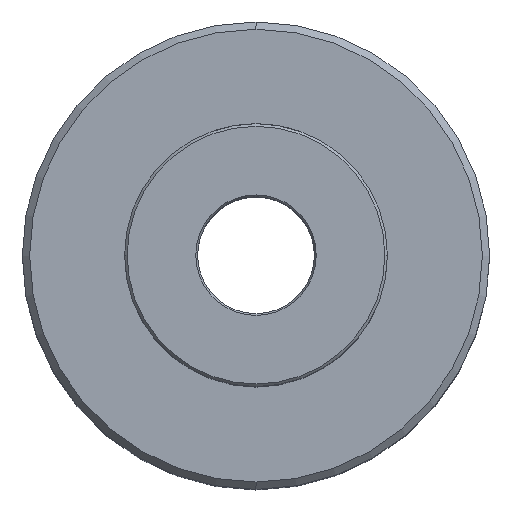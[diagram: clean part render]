
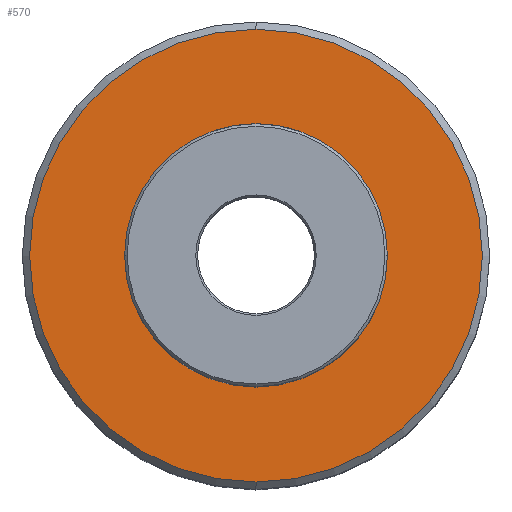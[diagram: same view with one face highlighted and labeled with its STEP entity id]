
A CAD part, top view. The second image highlights one B-rep face of the part: STEP entity #570.
In plain terms, the highlighted planar face has unit normal (0, 0, 1).
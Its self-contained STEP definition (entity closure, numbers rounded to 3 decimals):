
#350=VERTEX_POINT('NONE',#915);
#368=EDGE_CURVE('NONE',#790,#664,#934,.T.);
#410=EDGE_CURVE('NONE',#664,#790,#981,.T.);
#570=ADVANCED_FACE('NONE',(#1156,#1157),#1158,.T.);
#664=VERTEX_POINT('NONE',#1270);
#742=EDGE_CURVE('NONE',#350,#826,#1359,.T.);
#790=VERTEX_POINT('NONE',#1410);
#814=EDGE_CURVE('NONE',#826,#350,#1436,.T.);
#826=VERTEX_POINT('NONE',#1450);
#915=CARTESIAN_POINT('',(-17.8,0.,0.0));
#934=CIRCLE('',#1607,31.0);
#981=CIRCLE('',#1714,31.0);
#1156=FACE_OUTER_BOUND('',#1992,.T.);
#1157=FACE_BOUND('',#1993,.T.);
#1158=PLANE('',#1994);
#1270=CARTESIAN_POINT('',(0.0,-31.0,0.0));
#1359=CIRCLE('',#2287,17.8);
#1410=CARTESIAN_POINT('',(0.,31.0,0.0));
#1436=CIRCLE('',#2405,17.8);
#1450=CARTESIAN_POINT('',(17.8,0.,0.0));
#1607=AXIS2_PLACEMENT_3D('',#2510,#2511,#2512);
#1714=AXIS2_PLACEMENT_3D('',#2572,#2573,#2574);
#1992=EDGE_LOOP('',(#2770,#2771));
#1993=EDGE_LOOP('',(#2772,#2773));
#1994=AXIS2_PLACEMENT_3D('',#2774,#2775,#2776);
#2287=AXIS2_PLACEMENT_3D('',#3077,#3078,#3079);
#2405=AXIS2_PLACEMENT_3D('',#3149,#3150,#3151);
#2510=CARTESIAN_POINT('',(0.0,0.0,0.0));
#2511=DIRECTION('',(0.0,-0.0,1.0));
#2512=DIRECTION('',(0.0,1.0,0.0));
#2572=CARTESIAN_POINT('',(0.0,0.0,0.0));
#2573=DIRECTION('',(0.0,-0.0,1.0));
#2574=DIRECTION('',(0.0,1.0,0.0));
#2770=ORIENTED_EDGE('',*,*,#410,.T.);
#2771=ORIENTED_EDGE('',*,*,#368,.T.);
#2772=ORIENTED_EDGE('',*,*,#814,.F.);
#2773=ORIENTED_EDGE('',*,*,#742,.F.);
#2774=CARTESIAN_POINT('',(-38.0,0.0,0.0));
#2775=DIRECTION('',(0.0,-0.0,1.0));
#2776=DIRECTION('',(0.0,1.0,0.0));
#3077=CARTESIAN_POINT('',(0.0,0.0,0.0));
#3078=DIRECTION('',(0.0,-0.0,1.0));
#3079=DIRECTION('',(0.0,1.0,0.0));
#3149=CARTESIAN_POINT('',(0.0,0.0,0.0));
#3150=DIRECTION('',(0.0,-0.0,1.0));
#3151=DIRECTION('',(0.0,1.0,0.0));
